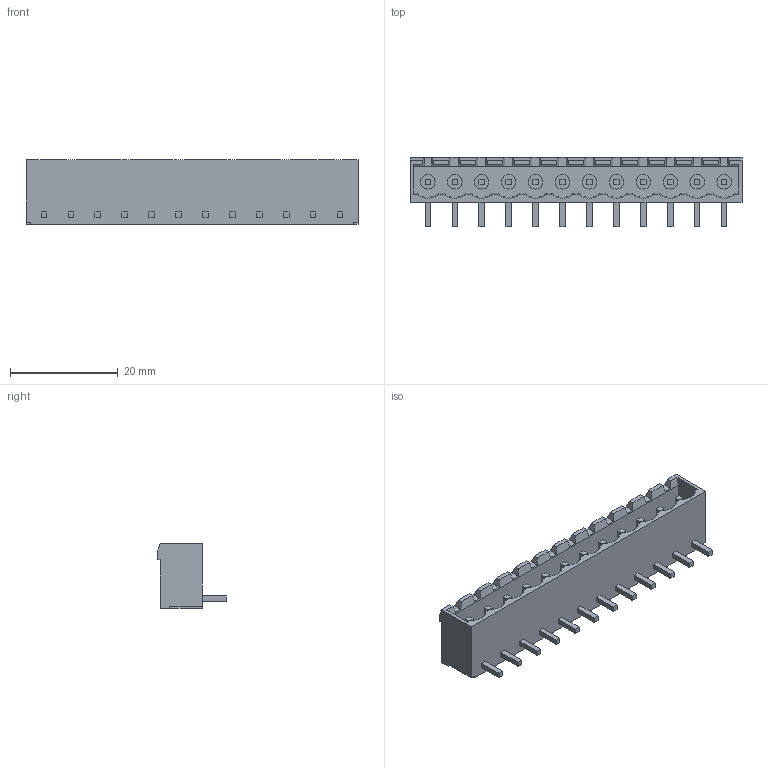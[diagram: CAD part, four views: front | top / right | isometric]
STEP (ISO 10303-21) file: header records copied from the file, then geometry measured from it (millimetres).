
FILE_DESCRIPTION((''),'2;1');
FILE_NAME('C-1-2350513-2','2019-07-24T08:18:18',('workeradm'),('TE Connectivity Ltd.'),'CREO PARAMETRIC BY PTC INC, 2019030','CREO PARAMETRIC BY PTC INC, 2019030','');
FILE_SCHEMA(('AUTOMOTIVE_DESIGN { 1 0 10303 214 1 1 1 1 }'));
Length unit declared in the file: millimetre
Products named in the file (1): C-1-2350513-2
Bounding box: 61.6 x 12.8 x 12 mm (x, y, z)
Volume: 3256.3 mm3; surface area: 4389.1 mm2
Topology: 1 solids, 1 shells, 285 faces, 717 edges, 470 vertices
Faces by surface type: plane 237, cylinder 48
Entity records: 8906 total; most frequent: CARTESIAN_POINT 1713, ORIENTED_EDGE 1434, DIRECTION 1299, EDGE_CURVE 717, VECTOR 609, LINE 609, VERTEX_POINT 470, AXIS2_PLACEMENT_3D 345
